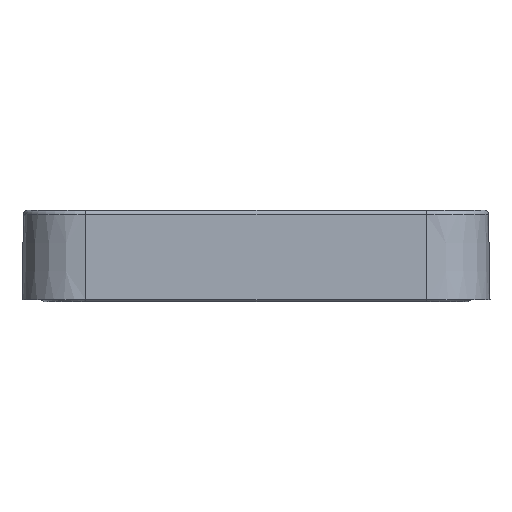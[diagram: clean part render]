
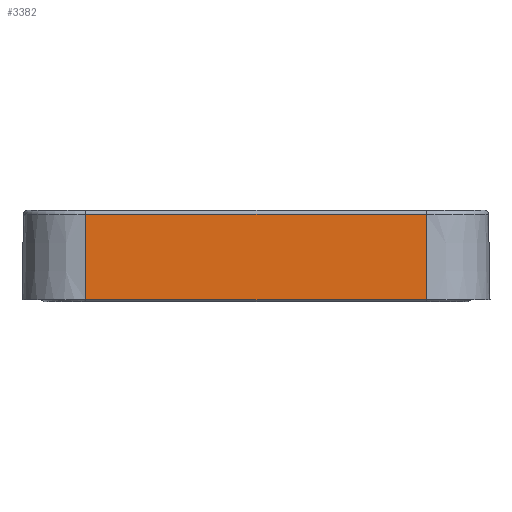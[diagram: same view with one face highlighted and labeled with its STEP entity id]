
A CAD part, left-side view. The second image highlights one B-rep face of the part: STEP entity #3382.
In plain terms, the highlighted planar face has unit normal (-1, 0, 0.018).
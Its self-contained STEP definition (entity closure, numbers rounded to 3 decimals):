
#72 = VECTOR ( 'NONE', #1736, 1000. ) ;
#80 = LINE ( 'NONE', #6128, #3291 ) ;
#261 = VECTOR ( 'NONE', #4515, 1000. ) ;
#283 = CARTESIAN_POINT ( 'NONE',  ( -75., -19., 0. ) ) ;
#1528 = EDGE_CURVE ( 'NONE', #2821, #5559, #1873, .T. ) ;
#1736 = DIRECTION ( 'NONE',  ( 0., 1., 0. ) ) ;
#1873 = LINE ( 'NONE', #283, #261 ) ;
#1947 = DIRECTION ( 'NONE',  ( -1., 0., 0.017 ) ) ;
#2016 = ORIENTED_EDGE ( 'NONE', *, *, #1528, .T. ) ;
#2232 = FACE_OUTER_BOUND ( 'NONE', #2473, .T. ) ;
#2238 = CARTESIAN_POINT ( 'NONE',  ( -75.096, -19., -5.5 ) ) ;
#2344 = CARTESIAN_POINT ( 'NONE',  ( -74.93, 19., 4.009 ) ) ;
#2473 = EDGE_LOOP ( 'NONE', ( #2016, #5241, #5355, #2665 ) ) ;
#2529 = DIRECTION ( 'NONE',  ( 0.017, 0., 1. ) ) ;
#2665 = ORIENTED_EDGE ( 'NONE', *, *, #6922, .T. ) ;
#2821 = VERTEX_POINT ( 'NONE', #2238 ) ;
#3048 = DIRECTION ( 'NONE',  ( 0., -1., 0. ) ) ;
#3291 = VECTOR ( 'NONE', #2529, 1000. ) ;
#3382 = ADVANCED_FACE ( 'NONE', ( #2232 ), #4908, .T. ) ;
#4197 = EDGE_CURVE ( 'NONE', #5559, #7627, #4887, .T. ) ;
#4242 = CARTESIAN_POINT ( 'NONE',  ( -75.096, -19., -5.5 ) ) ;
#4356 = EDGE_CURVE ( 'NONE', #5161, #7627, #80, .T. ) ;
#4450 = CARTESIAN_POINT ( 'NONE',  ( -74.93, 19., 4.009 ) ) ;
#4515 = DIRECTION ( 'NONE',  ( 0.017, 0., 1. ) ) ;
#4887 = LINE ( 'NONE', #2344, #72 ) ;
#4908 = PLANE ( 'NONE',  #6314 ) ;
#5161 = VERTEX_POINT ( 'NONE', #6149 ) ;
#5241 = ORIENTED_EDGE ( 'NONE', *, *, #4197, .T. ) ;
#5315 = LINE ( 'NONE', #4242, #6704 ) ;
#5355 = ORIENTED_EDGE ( 'NONE', *, *, #4356, .F. ) ;
#5547 = CARTESIAN_POINT ( 'NONE',  ( -75., 19., 0. ) ) ;
#5559 = VERTEX_POINT ( 'NONE', #6027 ) ;
#6027 = CARTESIAN_POINT ( 'NONE',  ( -74.93, -19., 4.009 ) ) ;
#6128 = CARTESIAN_POINT ( 'NONE',  ( -75., 19., 0. ) ) ;
#6145 = DIRECTION ( 'NONE',  ( 0.017, 0., 1. ) ) ;
#6149 = CARTESIAN_POINT ( 'NONE',  ( -75.096, 19., -5.5 ) ) ;
#6314 = AXIS2_PLACEMENT_3D ( 'NONE', #5547, #1947, #6145 ) ;
#6704 = VECTOR ( 'NONE', #3048, 1000. ) ;
#6922 = EDGE_CURVE ( 'NONE', #5161, #2821, #5315, .T. ) ;
#7627 = VERTEX_POINT ( 'NONE', #4450 ) ;
